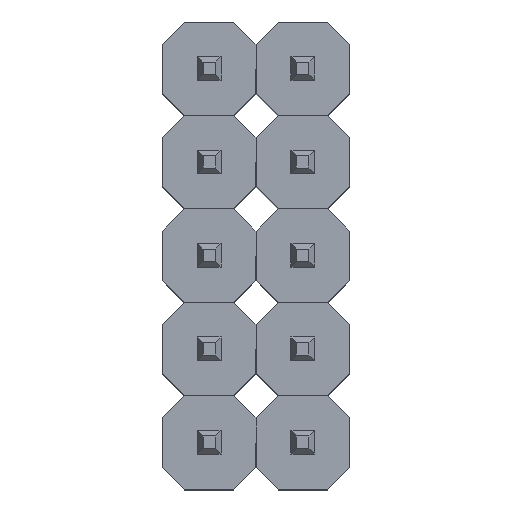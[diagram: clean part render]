
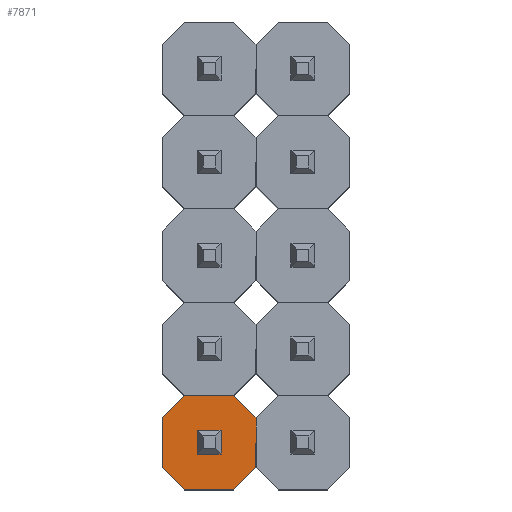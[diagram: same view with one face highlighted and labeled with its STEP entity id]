
A CAD part, top view. The second image highlights one B-rep face of the part: STEP entity #7871.
In plain terms, the highlighted planar face has unit normal (0, 0, 1).
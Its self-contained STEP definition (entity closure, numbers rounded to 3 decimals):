
#90 = EDGE_CURVE ( 'NONE', #6541, #2524, #4927, .T. ) ;
#554 = VECTOR ( 'NONE', #12871, 1000. ) ;
#960 = DIRECTION ( 'NONE',  ( 1., 0., 0. ) ) ;
#1235 = CARTESIAN_POINT ( 'NONE',  ( -2.54, -5.75, 10.4 ) ) ;
#1573 = EDGE_CURVE ( 'NONE', #4179, #5931, #1735, .T. ) ;
#1578 = ORIENTED_EDGE ( 'NONE', *, *, #90, .T. ) ;
#1735 = LINE ( 'NONE', #8709, #554 ) ;
#2118 = VECTOR ( 'NONE', #4792, 1000. ) ;
#2123 = VECTOR ( 'NONE', #7889, 1000. ) ;
#2415 = CARTESIAN_POINT ( 'NONE',  ( -0.6, -6.35, 10.4 ) ) ;
#2524 = VERTEX_POINT ( 'NONE', #7801 ) ;
#2560 = CARTESIAN_POINT ( 'NONE',  ( -2.54, -3.81, 10.4 ) ) ;
#2940 = CARTESIAN_POINT ( 'NONE',  ( -2.54, -3.81, 10.4 ) ) ;
#2962 = VERTEX_POINT ( 'NONE', #5893 ) ;
#3900 = FACE_OUTER_BOUND ( 'NONE', #12924, .T. ) ;
#3930 = CARTESIAN_POINT ( 'NONE',  ( -2.205, -2.205, 10.4 ) ) ;
#4119 = DIRECTION ( 'NONE',  ( -1., 0., 0. ) ) ;
#4179 = VERTEX_POINT ( 'NONE', #1235 ) ;
#4364 = EDGE_CURVE ( 'NONE', #12736, #4179, #4394, .T. ) ;
#4394 = LINE ( 'NONE', #2560, #7033 ) ;
#4792 = DIRECTION ( 'NONE',  ( 0.707, 0.707, 0. ) ) ;
#4805 = VECTOR ( 'NONE', #4119, 1000. ) ;
#4836 = CARTESIAN_POINT ( 'NONE',  ( -2.54, -4.41, 10.4 ) ) ;
#4850 = LINE ( 'NONE', #11961, #2123 ) ;
#4927 = LINE ( 'NONE', #3930, #7981 ) ;
#5005 = EDGE_CURVE ( 'NONE', #8608, #12736, #12289, .T. ) ;
#5652 = ORIENTED_EDGE ( 'NONE', *, *, #11766, .T. ) ;
#5679 = AXIS2_PLACEMENT_3D ( 'NONE', #6230, #7118, #960 ) ;
#5893 = CARTESIAN_POINT ( 'NONE',  ( 0., -5.75, 10.4 ) ) ;
#5910 = EDGE_CURVE ( 'NONE', #2962, #6541, #4850, .T. ) ;
#5931 = VERTEX_POINT ( 'NONE', #12258 ) ;
#6080 = ORIENTED_EDGE ( 'NONE', *, *, #4364, .T. ) ;
#6158 = PLANE ( 'NONE',  #5679 ) ;
#6230 = CARTESIAN_POINT ( 'NONE',  ( 0., 0., 10.4 ) ) ;
#6541 = VERTEX_POINT ( 'NONE', #13255 ) ;
#6996 = CARTESIAN_POINT ( 'NONE',  ( 2.875, -2.875, 10.4 ) ) ;
#7033 = VECTOR ( 'NONE', #12734, 1000. ) ;
#7078 = VECTOR ( 'NONE', #11544, 1000. ) ;
#7118 = DIRECTION ( 'NONE',  ( 0., 0., 1. ) ) ;
#7468 = ORIENTED_EDGE ( 'NONE', *, *, #7699, .T. ) ;
#7538 = ORIENTED_EDGE ( 'NONE', *, *, #5910, .T. ) ;
#7699 = EDGE_CURVE ( 'NONE', #2524, #8608, #9098, .T. ) ;
#7801 = CARTESIAN_POINT ( 'NONE',  ( -0.6, -3.81, 10.4 ) ) ;
#7871 = ADVANCED_FACE ( 'NONE', ( #3900 ), #6158, .T. ) ;
#7889 = DIRECTION ( 'NONE',  ( 0., 1., 0. ) ) ;
#7981 = VECTOR ( 'NONE', #11162, 1000. ) ;
#8072 = DIRECTION ( 'NONE',  ( -0.707, -0.707, 0. ) ) ;
#8581 = VECTOR ( 'NONE', #8072, 1000. ) ;
#8608 = VERTEX_POINT ( 'NONE', #10545 ) ;
#8709 = CARTESIAN_POINT ( 'NONE',  ( -4.145, -4.145, 10.4 ) ) ;
#8982 = LINE ( 'NONE', #6996, #2118 ) ;
#9098 = LINE ( 'NONE', #2940, #4805 ) ;
#10452 = LINE ( 'NONE', #12573, #7078 ) ;
#10545 = CARTESIAN_POINT ( 'NONE',  ( -1.94, -3.81, 10.4 ) ) ;
#10801 = ORIENTED_EDGE ( 'NONE', *, *, #12460, .T. ) ;
#11162 = DIRECTION ( 'NONE',  ( -0.707, 0.707, 0. ) ) ;
#11337 = CARTESIAN_POINT ( 'NONE',  ( 0.935, -0.935, 10.4 ) ) ;
#11544 = DIRECTION ( 'NONE',  ( 1., 0., 0. ) ) ;
#11766 = EDGE_CURVE ( 'NONE', #5931, #12369, #10452, .T. ) ;
#11918 = ORIENTED_EDGE ( 'NONE', *, *, #5005, .T. ) ;
#11961 = CARTESIAN_POINT ( 'NONE',  ( 0., -3.81, 10.4 ) ) ;
#12258 = CARTESIAN_POINT ( 'NONE',  ( -1.94, -6.35, 10.4 ) ) ;
#12289 = LINE ( 'NONE', #11337, #8581 ) ;
#12369 = VERTEX_POINT ( 'NONE', #2415 ) ;
#12460 = EDGE_CURVE ( 'NONE', #12369, #2962, #8982, .T. ) ;
#12573 = CARTESIAN_POINT ( 'NONE',  ( -2.54, -6.35, 10.4 ) ) ;
#12734 = DIRECTION ( 'NONE',  ( 0., -1., 0. ) ) ;
#12736 = VERTEX_POINT ( 'NONE', #4836 ) ;
#12871 = DIRECTION ( 'NONE',  ( 0.707, -0.707, 0. ) ) ;
#12924 = EDGE_LOOP ( 'NONE', ( #7468, #11918, #6080, #13096, #5652, #10801, #7538, #1578 ) ) ;
#13096 = ORIENTED_EDGE ( 'NONE', *, *, #1573, .T. ) ;
#13255 = CARTESIAN_POINT ( 'NONE',  ( 0., -4.41, 10.4 ) ) ;
